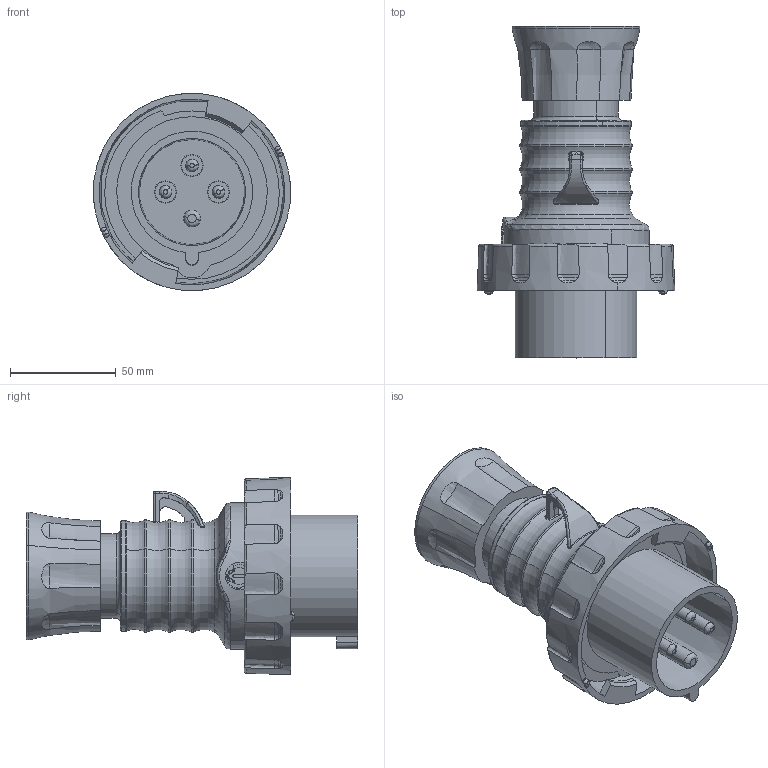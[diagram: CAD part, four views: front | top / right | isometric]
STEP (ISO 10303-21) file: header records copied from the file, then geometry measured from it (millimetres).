
FILE_DESCRIPTION((''),'2;1');
FILE_NAME('GW60041H_SW0001','2020-10-08T16:36:51',('user'),('Axiro Italia'),'CREO PARAMETRIC BY PTC INC, 2020074','CREO PARAMETRIC BY PTC INC, 2020074','');
FILE_SCHEMA(('CONFIG_CONTROL_DESIGN'));
Length unit declared in the file: millimetre
Products named in the file (1): GW60041H_SW0001
Bounding box: 93.07 x 156.5 x 92.92 mm (x, y, z)
Volume: 315633.6 mm3; surface area: 73182.3 mm2
Topology: 1 solids, 1 shells, 422 faces, 1186 edges, 761 vertices
Faces by surface type: bspline 140, plane 87, cylinder 86, torus 61, cone 48
Entity records: 21916 total; most frequent: CARTESIAN_POINT 12349, ORIENTED_EDGE 2320, DIRECTION 1527, EDGE_CURVE 1160, VERTEX_POINT 761, AXIS2_PLACEMENT_3D 646, B_SPLINE_CURVE_WITH_KNOTS 561, EDGE_LOOP 445
